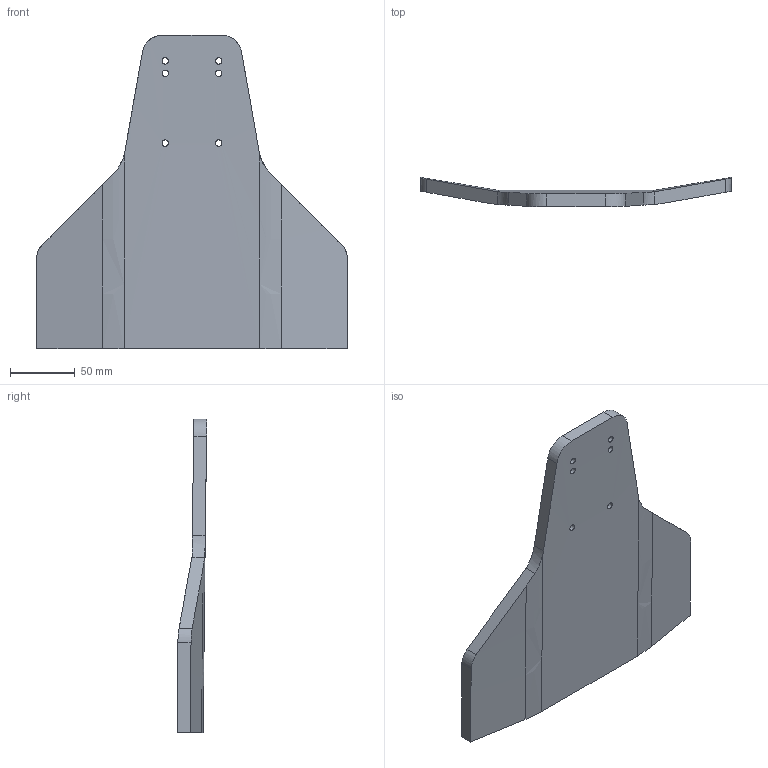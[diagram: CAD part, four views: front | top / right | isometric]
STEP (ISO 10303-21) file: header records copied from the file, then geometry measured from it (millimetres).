
FILE_DESCRIPTION(/* description */ (''),/* implementation_level */ '2;1');
FILE_NAME(/* name */ 'tail.stp',/* time_stamp */ '2025-03-22T18:40:53-07:00',/* author */ ('devan'),/* organization */ (''),/* preprocessor_version */ 'ST-DEVELOPER v20',/* originating_system */ 'Autodesk Inventor 2025',/* authorisation */ '');
FILE_SCHEMA (('AUTOMOTIVE_DESIGN { 1 0 10303 214 3 1 1 }'));
Length unit declared in the file: millimetre
Products named in the file (1): 36
Bounding box: 240 x 23.06 x 242.6 mm (x, y, z)
Volume: 382076.2 mm3; surface area: 90896.5 mm2
Topology: 1 solids, 1 shells, 43 faces, 126 edges, 88 vertices
Faces by surface type: cylinder 20, plane 17, cone 4, torus 2
Full cylindrical faces by diameter (mm): 5 x6
Entity records: 2017 total; most frequent: CARTESIAN_POINT 850, ORIENTED_EDGE 252, DIRECTION 200, EDGE_CURVE 126, VERTEX_POINT 88, AXIS2_PLACEMENT_3D 74, EDGE_LOOP 58, LINE 52
